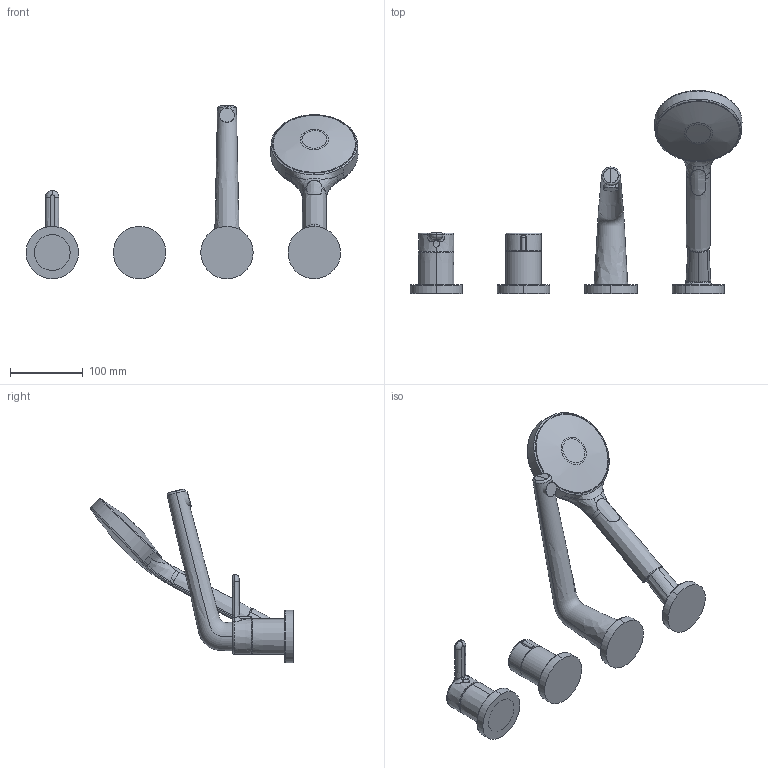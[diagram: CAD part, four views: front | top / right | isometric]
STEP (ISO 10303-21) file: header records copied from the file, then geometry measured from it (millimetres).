
FILE_DESCRIPTION (( 'STEP AP203' ), '1' );
FILE_NAME ('53122063.STEP', '2018-05-23T04:50:24', ( '' ), ( '' ), 'SwSTEP 2.0', 'SolidWorks 2016', '' );
FILE_SCHEMA (( 'CONFIG_CONTROL_DESIGN' ));
Length unit declared in the file: millimetre
Products named in the file (1): 53122063
Bounding box: 455.97 x 278.58 x 238.39 mm (x, y, z)
Volume: 1284406.4 mm3; surface area: 176404.7 mm2
Topology: 12 solids, 12 shells, 153 faces, 325 edges, 203 vertices
Faces by surface type: bspline 58, cylinder 30, plane 30, torus 22, sphere 9, cone 4
Entity records: 16399 total; most frequent: CARTESIAN_POINT 13413, ORIENTED_EDGE 646, DIRECTION 507, EDGE_CURVE 323, AXIS2_PLACEMENT_3D 226, VERTEX_POINT 203, EDGE_LOOP 162, FACE_OUTER_BOUND 153
